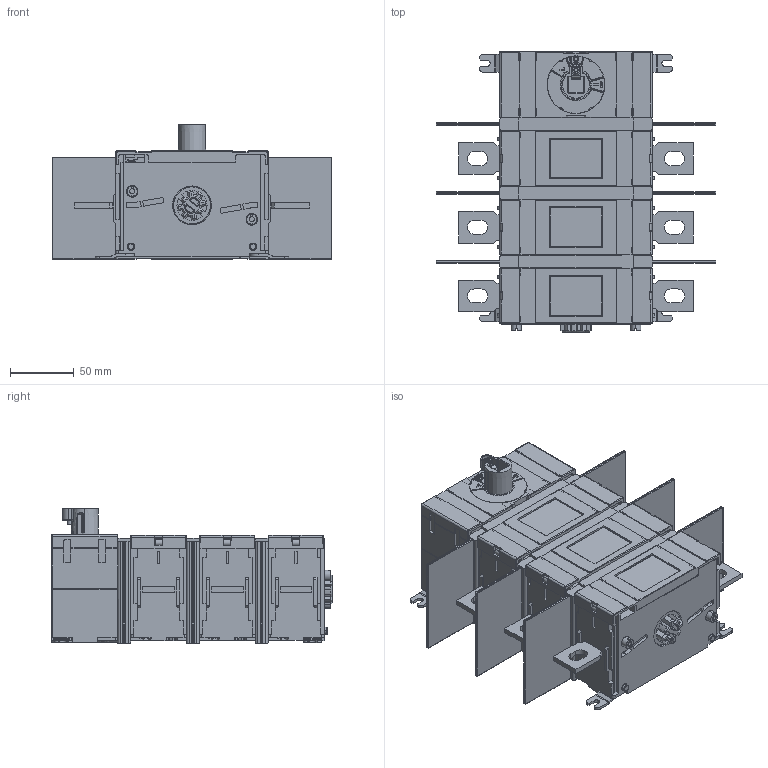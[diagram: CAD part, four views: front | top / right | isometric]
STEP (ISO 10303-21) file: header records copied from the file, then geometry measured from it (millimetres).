
FILE_DESCRIPTION((''),'2;1');
FILE_NAME('OT400E03W_ER_SW0001','2023-07-04T08:21:40',('FIEEROS'),(''),'CREO PARAMETRIC BY PTC INC, 2020184','CREO PARAMETRIC BY PTC INC, 2020184','');
FILE_SCHEMA(('AUTOMOTIVE_DESIGN { 1 0 10303 214 1 1 1 1 }'));
Products named in the file (1): OT400E03W_ER_SW0001
Bounding box: 220 x 220.5 x 106 mm (x, y, z)
Volume: 1943342.3 mm3; surface area: 415379.8 mm2
Topology: 3 solids, 4 shells, 7846 faces, 22177 edges, 14336 vertices
Faces by surface type: plane 4582, extrusion 1315, cylinder 1277, bspline 244, torus 201, cone 153, sphere 73, revolution 1
Entity records: 343437 total; most frequent: CARTESIAN_POINT 84644, ORIENTED_EDGE 44218, DIRECTION 34556, EDGE_CURVE 22109, VECTOR 16588, LINE 15273, VERTEX_POINT 14336, AXIS2_PLACEMENT_3D 8982
